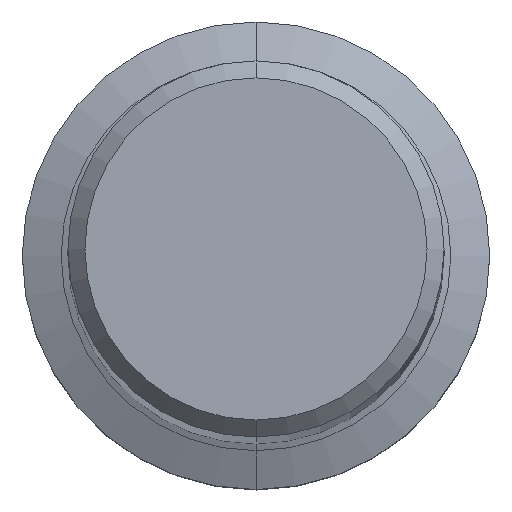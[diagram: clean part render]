
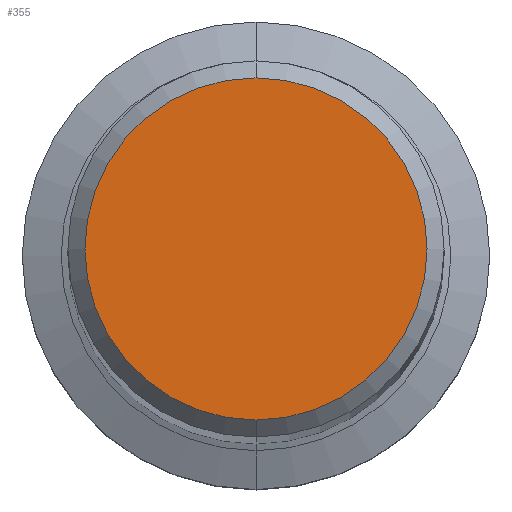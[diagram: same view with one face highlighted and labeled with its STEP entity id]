
A CAD part, top view. The second image highlights one B-rep face of the part: STEP entity #355.
In plain terms, the highlighted planar face has unit normal (0, 0, 1).
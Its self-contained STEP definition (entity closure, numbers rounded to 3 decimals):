
#231=VERTEX_POINT('',#592);
#355=ADVANCED_FACE('',(#730),#731,.T.);
#411=VERTEX_POINT('',#791);
#493=EDGE_CURVE('',#411,#231,#880,.T.);
#495=EDGE_CURVE('',#231,#411,#882,.T.);
#592=CARTESIAN_POINT('',(0.,-8.05,0.0));
#730=FACE_OUTER_BOUND('',#1269,.T.);
#731=PLANE('',#1270);
#791=CARTESIAN_POINT('',(0.0,8.05,0.0));
#880=CIRCLE('',#1632,8.05);
#882=CIRCLE('',#1635,8.05);
#1269=EDGE_LOOP('',(#1943,#1944));
#1270=AXIS2_PLACEMENT_3D('',#1945,#1946,#1947);
#1632=AXIS2_PLACEMENT_3D('',#2082,#2083,#2084);
#1635=AXIS2_PLACEMENT_3D('',#2085,#2086,#2087);
#1943=ORIENTED_EDGE('',*,*,#493,.F.);
#1944=ORIENTED_EDGE('',*,*,#495,.F.);
#1945=CARTESIAN_POINT('',(0.0,4.025,0.0));
#1946=DIRECTION('',(-0.0,0.0,1.0));
#1947=DIRECTION('',(0.0,-1.0,0.0));
#2082=CARTESIAN_POINT('',(0.0,0.0,0.0));
#2083=DIRECTION('',(0.0,0.0,-1.0));
#2084=DIRECTION('',(0.0,1.0,0.0));
#2085=CARTESIAN_POINT('',(0.0,0.0,0.0));
#2086=DIRECTION('',(0.0,0.0,-1.0));
#2087=DIRECTION('',(0.0,1.0,0.0));
